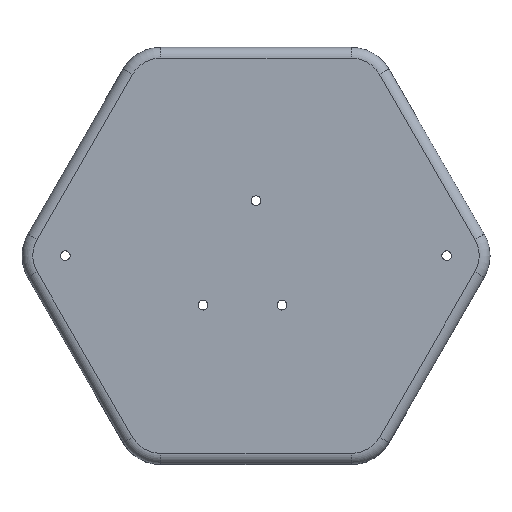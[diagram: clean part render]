
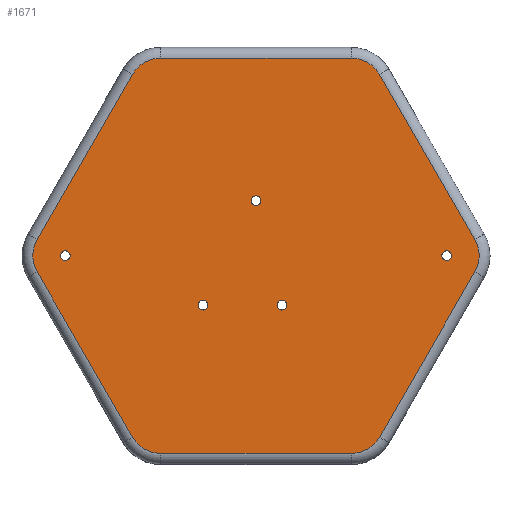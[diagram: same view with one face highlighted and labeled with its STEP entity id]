
A CAD part, top view. The second image highlights one B-rep face of the part: STEP entity #1671.
In plain terms, the highlighted planar face has unit normal (0, 0, 1).
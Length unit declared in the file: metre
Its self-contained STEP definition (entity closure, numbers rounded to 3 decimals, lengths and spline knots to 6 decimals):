
#131=CIRCLE('',#1848,0.009975);
#135=CIRCLE('',#1853,0.009975);
#139=CIRCLE('',#1859,0.009975);
#144=CIRCLE('',#1868,0.0015);
#145=CIRCLE('',#1869,0.0015);
#146=CIRCLE('',#1870,0.0015);
#147=CIRCLE('',#1871,0.0015);
#148=CIRCLE('',#1872,0.0015);
#149=CIRCLE('',#1873,0.009975);
#150=CIRCLE('',#1874,0.009975);
#151=CIRCLE('',#1875,0.009975);
#390=ORIENTED_EDGE('',*,*,#793,.T.);
#391=ORIENTED_EDGE('',*,*,#794,.T.);
#392=ORIENTED_EDGE('',*,*,#795,.T.);
#393=ORIENTED_EDGE('',*,*,#796,.T.);
#394=ORIENTED_EDGE('',*,*,#797,.T.);
#395=ORIENTED_EDGE('',*,*,#798,.T.);
#396=ORIENTED_EDGE('',*,*,#781,.T.);
#397=ORIENTED_EDGE('',*,*,#799,.T.);
#398=ORIENTED_EDGE('',*,*,#800,.T.);
#399=ORIENTED_EDGE('',*,*,#783,.T.);
#400=ORIENTED_EDGE('',*,*,#801,.T.);
#401=ORIENTED_EDGE('',*,*,#802,.T.);
#402=ORIENTED_EDGE('',*,*,#790,.T.);
#403=ORIENTED_EDGE('',*,*,#773,.T.);
#404=ORIENTED_EDGE('',*,*,#792,.T.);
#405=ORIENTED_EDGE('',*,*,#777,.T.);
#406=ORIENTED_EDGE('',*,*,#788,.T.);
#773=EDGE_CURVE('',#978,#980,#131,.F.);
#777=EDGE_CURVE('',#981,#984,#135,.F.);
#781=EDGE_CURVE('',#985,#988,#1104,.F.);
#783=EDGE_CURVE('',#990,#989,#139,.F.);
#788=EDGE_CURVE('',#984,#993,#1106,.F.);
#790=EDGE_CURVE('',#994,#978,#1107,.F.);
#792=EDGE_CURVE('',#980,#981,#1109,.F.);
#793=EDGE_CURVE('',#995,#995,#144,.T.);
#794=EDGE_CURVE('',#996,#996,#145,.T.);
#795=EDGE_CURVE('',#997,#997,#146,.T.);
#796=EDGE_CURVE('',#998,#998,#147,.T.);
#797=EDGE_CURVE('',#999,#999,#148,.T.);
#798=EDGE_CURVE('',#993,#985,#149,.F.);
#799=EDGE_CURVE('',#988,#1000,#150,.F.);
#800=EDGE_CURVE('',#1000,#990,#1110,.F.);
#801=EDGE_CURVE('',#989,#1001,#1111,.F.);
#802=EDGE_CURVE('',#1001,#994,#151,.F.);
#978=VERTEX_POINT('',#2754);
#980=VERTEX_POINT('',#2758);
#981=VERTEX_POINT('',#2762);
#984=VERTEX_POINT('',#2767);
#985=VERTEX_POINT('',#2771);
#988=VERTEX_POINT('',#2776);
#989=VERTEX_POINT('',#2780);
#990=VERTEX_POINT('',#2782);
#993=VERTEX_POINT('',#2790);
#994=VERTEX_POINT('',#2794);
#995=VERTEX_POINT('',#2801);
#996=VERTEX_POINT('',#2803);
#997=VERTEX_POINT('',#2805);
#998=VERTEX_POINT('',#2807);
#999=VERTEX_POINT('',#2809);
#1000=VERTEX_POINT('',#2812);
#1001=VERTEX_POINT('',#2815);
#1104=LINE('',#2777,#1254);
#1106=LINE('',#2791,#1256);
#1107=LINE('',#2795,#1257);
#1109=LINE('',#2798,#1259);
#1110=LINE('',#2813,#1260);
#1111=LINE('',#2814,#1261);
#1254=VECTOR('',#2231,1.);
#1256=VECTOR('',#2247,1.);
#1257=VECTOR('',#2252,1.);
#1259=VECTOR('',#2256,1.);
#1260=VECTOR('',#2273,1.);
#1261=VECTOR('',#2274,1.);
#1376=EDGE_LOOP('',(#390));
#1377=EDGE_LOOP('',(#391));
#1378=EDGE_LOOP('',(#392));
#1379=EDGE_LOOP('',(#393));
#1380=EDGE_LOOP('',(#394));
#1381=EDGE_LOOP('',(#395,#396,#397,#398,#399,#400,#401,#402,#403,#404,#405,
#406));
#1508=FACE_BOUND('',#1376,.T.);
#1509=FACE_BOUND('',#1377,.T.);
#1510=FACE_BOUND('',#1378,.T.);
#1511=FACE_BOUND('',#1379,.T.);
#1512=FACE_BOUND('',#1380,.T.);
#1513=FACE_BOUND('',#1381,.T.);
#1596=PLANE('',#1867);
#1671=ADVANCED_FACE('',(#1508,#1509,#1510,#1511,#1512,#1513),#1596,.F.);
#1848=AXIS2_PLACEMENT_3D('',#2759,#2212,#2213);
#1853=AXIS2_PLACEMENT_3D('',#2768,#2222,#2223);
#1859=AXIS2_PLACEMENT_3D('',#2781,#2236,#2237);
#1867=AXIS2_PLACEMENT_3D('',#2799,#2257,#2258);
#1868=AXIS2_PLACEMENT_3D('',#2800,#2259,#2260);
#1869=AXIS2_PLACEMENT_3D('',#2802,#2261,#2262);
#1870=AXIS2_PLACEMENT_3D('',#2804,#2263,#2264);
#1871=AXIS2_PLACEMENT_3D('',#2806,#2265,#2266);
#1872=AXIS2_PLACEMENT_3D('',#2808,#2267,#2268);
#1873=AXIS2_PLACEMENT_3D('',#2810,#2269,#2270);
#1874=AXIS2_PLACEMENT_3D('',#2811,#2271,#2272);
#1875=AXIS2_PLACEMENT_3D('',#2816,#2275,#2276);
#2212=DIRECTION('',(0.,0.,-1.));
#2213=DIRECTION('',(-0.5,-0.866,0.));
#2222=DIRECTION('',(0.,0.,-1.));
#2223=DIRECTION('',(-0.5,-0.866,0.));
#2231=DIRECTION('',(-1.,0.,0.));
#2236=DIRECTION('',(0.,0.,-1.));
#2237=DIRECTION('',(-0.5,-0.866,0.));
#2247=DIRECTION('',(-0.5,0.866,0.));
#2252=DIRECTION('',(1.,0.,0.));
#2256=DIRECTION('',(0.5,0.866,0.));
#2257=DIRECTION('',(0.,0.,-1.));
#2258=DIRECTION('',(-0.5,-0.866,0.));
#2259=DIRECTION('',(0.,0.,-1.));
#2260=DIRECTION('',(-1.,0.,0.));
#2261=DIRECTION('',(0.,0.,-1.));
#2262=DIRECTION('',(-1.,0.,0.));
#2263=DIRECTION('',(0.,0.,-1.));
#2264=DIRECTION('',(-1.,0.,0.));
#2265=DIRECTION('',(0.,0.,-1.));
#2266=DIRECTION('',(-1.,0.,0.));
#2267=DIRECTION('',(0.,0.,-1.));
#2268=DIRECTION('',(-1.,0.,0.));
#2269=DIRECTION('',(0.,0.,-1.));
#2270=DIRECTION('',(-0.5,-0.866,0.));
#2271=DIRECTION('',(0.,0.,-1.));
#2272=DIRECTION('',(-0.5,-0.866,0.));
#2273=DIRECTION('',(-0.5,-0.866,0.));
#2274=DIRECTION('',(0.5,-0.866,0.));
#2275=DIRECTION('',(0.,0.,-1.));
#2276=DIRECTION('',(-0.5,-0.866,0.));
#2754=CARTESIAN_POINT('',(0.199166,0.230443,0.893776));
#2758=CARTESIAN_POINT('',(0.190526,0.225454,0.893776));
#2759=CARTESIAN_POINT('',(0.199166,0.220468,0.893776));
#2762=CARTESIAN_POINT('',(0.161133,0.174524,0.893776));
#2767=CARTESIAN_POINT('',(0.161135,0.164547,0.893776));
#2768=CARTESIAN_POINT('',(0.169772,0.169537,0.893776));
#2771=CARTESIAN_POINT('',(0.199193,0.108642,0.893776));
#2776=CARTESIAN_POINT('',(0.258003,0.108642,0.893776));
#2777=CARTESIAN_POINT('',(0.228584,0.108642,0.893776));
#2780=CARTESIAN_POINT('',(0.296033,0.174537,0.893776));
#2781=CARTESIAN_POINT('',(0.287396,0.169547,0.893776));
#2782=CARTESIAN_POINT('',(0.296036,0.164561,0.893776));
#2790=CARTESIAN_POINT('',(0.190556,0.113626,0.893776));
#2791=CARTESIAN_POINT('',(0.175853,0.139075,0.893776));
#2794=CARTESIAN_POINT('',(0.257975,0.230443,0.893776));
#2795=CARTESIAN_POINT('',(0.228568,0.230443,0.893776));
#2798=CARTESIAN_POINT('',(0.17583,0.199989,0.893776));
#2799=CARTESIAN_POINT('',(0.228584,0.169542,0.893776));
#2800=CARTESIAN_POINT('',(0.287371,0.169547,0.893776));
#2801=CARTESIAN_POINT('',(0.285871,0.169547,0.893776));
#2802=CARTESIAN_POINT('',(0.169797,0.169537,0.893776));
#2803=CARTESIAN_POINT('',(0.168297,0.169537,0.893776));
#2804=CARTESIAN_POINT('',(0.212287,0.154315,0.893776));
#2805=CARTESIAN_POINT('',(0.210787,0.154315,0.893776));
#2806=CARTESIAN_POINT('',(0.236587,0.154315,0.893776));
#2807=CARTESIAN_POINT('',(0.235087,0.154315,0.893776));
#2808=CARTESIAN_POINT('',(0.228587,0.186535,0.893776));
#2809=CARTESIAN_POINT('',(0.227087,0.186535,0.893776));
#2810=CARTESIAN_POINT('',(0.199193,0.118617,0.893776));
#2811=CARTESIAN_POINT('',(0.258003,0.118617,0.893776));
#2812=CARTESIAN_POINT('',(0.266642,0.11363,0.893776));
#2813=CARTESIAN_POINT('',(0.281339,0.139096,0.893776));
#2814=CARTESIAN_POINT('',(0.281324,0.199996,0.893776));
#2815=CARTESIAN_POINT('',(0.266612,0.225458,0.893776));
#2816=CARTESIAN_POINT('',(0.257975,0.220468,0.893776));
